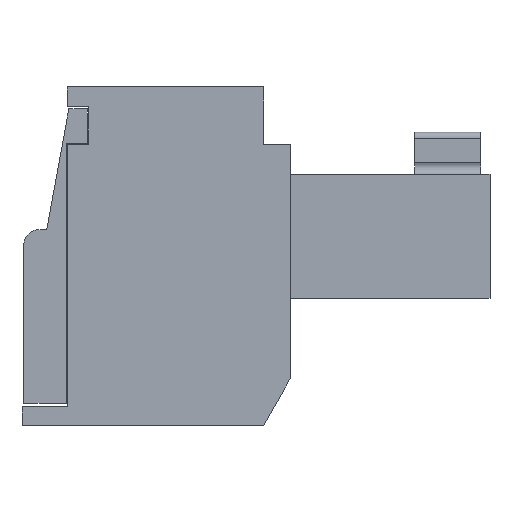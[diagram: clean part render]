
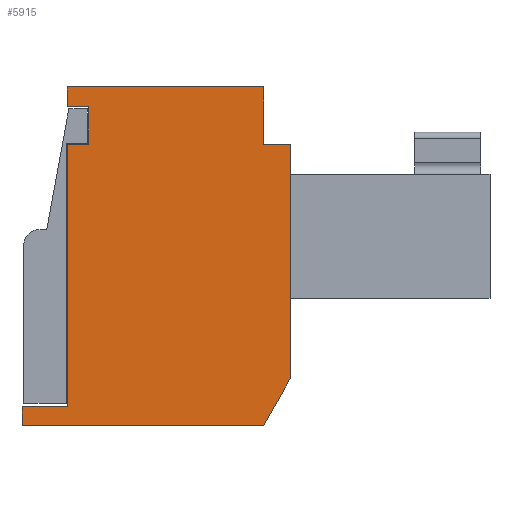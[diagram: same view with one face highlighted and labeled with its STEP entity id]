
A CAD part, front view. The second image highlights one B-rep face of the part: STEP entity #5915.
In plain terms, the highlighted planar face has unit normal (0, -1, 0).
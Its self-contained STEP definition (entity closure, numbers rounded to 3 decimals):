
#204=ORIENTED_EDGE('',*,*,#1936,.F.);
#205=ORIENTED_EDGE('',*,*,#1937,.F.);
#206=ORIENTED_EDGE('',*,*,#1938,.F.);
#207=ORIENTED_EDGE('',*,*,#1939,.F.);
#208=ORIENTED_EDGE('',*,*,#1940,.F.);
#209=ORIENTED_EDGE('',*,*,#1941,.F.);
#210=ORIENTED_EDGE('',*,*,#1942,.F.);
#211=ORIENTED_EDGE('',*,*,#1943,.F.);
#212=ORIENTED_EDGE('',*,*,#1944,.F.);
#213=ORIENTED_EDGE('',*,*,#1945,.F.);
#214=ORIENTED_EDGE('',*,*,#1946,.F.);
#215=ORIENTED_EDGE('',*,*,#1947,.F.);
#216=ORIENTED_EDGE('',*,*,#1948,.F.);
#1936=EDGE_CURVE('',#2802,#2803,#3382,.T.);
#1937=EDGE_CURVE('',#2804,#2802,#3383,.T.);
#1938=EDGE_CURVE('',#2805,#2804,#3384,.T.);
#1939=EDGE_CURVE('',#2806,#2805,#3385,.T.);
#1940=EDGE_CURVE('',#2807,#2806,#3386,.T.);
#1941=EDGE_CURVE('',#2808,#2807,#3387,.T.);
#1942=EDGE_CURVE('',#2809,#2808,#3388,.T.);
#1943=EDGE_CURVE('',#2810,#2809,#3389,.T.);
#1944=EDGE_CURVE('',#2811,#2810,#3390,.T.);
#1945=EDGE_CURVE('',#2812,#2811,#3391,.T.);
#1946=EDGE_CURVE('',#2813,#2812,#3392,.T.);
#1947=EDGE_CURVE('',#2814,#2813,#3393,.T.);
#1948=EDGE_CURVE('',#2803,#2814,#3394,.T.);
#2802=VERTEX_POINT('',#8345);
#2803=VERTEX_POINT('',#8346);
#2804=VERTEX_POINT('',#8348);
#2805=VERTEX_POINT('',#8350);
#2806=VERTEX_POINT('',#8352);
#2807=VERTEX_POINT('',#8354);
#2808=VERTEX_POINT('',#8356);
#2809=VERTEX_POINT('',#8358);
#2810=VERTEX_POINT('',#8360);
#2811=VERTEX_POINT('',#8362);
#2812=VERTEX_POINT('',#8364);
#2813=VERTEX_POINT('',#8366);
#2814=VERTEX_POINT('',#8368);
#3382=LINE('',#8344,#4134);
#3383=LINE('',#8347,#4135);
#3384=LINE('',#8349,#4136);
#3385=LINE('',#8351,#4137);
#3386=LINE('',#8353,#4138);
#3387=LINE('',#8355,#4139);
#3388=LINE('',#8357,#4140);
#3389=LINE('',#8359,#4141);
#3390=LINE('',#8361,#4142);
#3391=LINE('',#8363,#4143);
#3392=LINE('',#8365,#4144);
#3393=LINE('',#8367,#4145);
#3394=LINE('',#8369,#4146);
#4134=VECTOR('',#6732,1000.);
#4135=VECTOR('',#6733,1000.);
#4136=VECTOR('',#6734,1000.);
#4137=VECTOR('',#6735,1000.);
#4138=VECTOR('',#6736,1000.);
#4139=VECTOR('',#6737,1000.);
#4140=VECTOR('',#6738,1000.);
#4141=VECTOR('',#6739,1000.);
#4142=VECTOR('',#6740,1000.);
#4143=VECTOR('',#6741,1000.);
#4144=VECTOR('',#6742,1000.);
#4145=VECTOR('',#6743,1000.);
#4146=VECTOR('',#6744,1000.);
#4874=EDGE_LOOP('',(#204,#205,#206,#207,#208,#209,#210,#211,#212,#213,#214,
#215,#216));
#5260=FACE_BOUND('',#4874,.T.);
#5646=PLANE('',#6290);
#5915=ADVANCED_FACE('',(#5260),#5646,.F.);
#6290=AXIS2_PLACEMENT_3D('',#8343,#6730,#6731);
#6730=DIRECTION('',(0.,1.,0.));
#6731=DIRECTION('',(0.,0.,1.));
#6732=DIRECTION('',(0.,0.,-1.));
#6733=DIRECTION('',(1.,0.,0.));
#6734=DIRECTION('',(0.,0.,-1.));
#6735=DIRECTION('',(1.,0.,0.));
#6736=DIRECTION('',(0.,0.,1.));
#6737=DIRECTION('',(-1.,0.,0.));
#6738=DIRECTION('',(0.,0.,1.));
#6739=DIRECTION('',(1.,0.,0.));
#6740=DIRECTION('',(0.,0.,1.));
#6741=DIRECTION('',(1.,0.,0.));
#6742=DIRECTION('',(0.,0.,1.));
#6743=DIRECTION('',(-1.,0.,0.));
#6744=DIRECTION('',(-0.5,0.,-0.866));
#8343=CARTESIAN_POINT('',(3.5,-2.15,-6.4));
#8344=CARTESIAN_POINT('',(3.5,-2.15,2.9));
#8345=CARTESIAN_POINT('',(3.5,-2.15,2.9));
#8346=CARTESIAN_POINT('',(3.5,-2.15,-4.84));
#8347=CARTESIAN_POINT('',(2.6,-2.15,2.9));
#8348=CARTESIAN_POINT('',(2.6,-2.15,2.9));
#8349=CARTESIAN_POINT('',(2.6,-2.15,4.8));
#8350=CARTESIAN_POINT('',(2.6,-2.15,4.8));
#8351=CARTESIAN_POINT('',(-3.9,-2.15,4.8));
#8352=CARTESIAN_POINT('',(-3.9,-2.15,4.8));
#8353=CARTESIAN_POINT('',(-3.9,-2.15,4.15));
#8354=CARTESIAN_POINT('',(-3.9,-2.15,4.15));
#8355=CARTESIAN_POINT('',(-3.2,-2.15,4.15));
#8356=CARTESIAN_POINT('',(-3.2,-2.15,4.15));
#8357=CARTESIAN_POINT('',(-3.2,-2.15,2.9));
#8358=CARTESIAN_POINT('',(-3.2,-2.15,2.9));
#8359=CARTESIAN_POINT('',(-3.9,-2.15,2.9));
#8360=CARTESIAN_POINT('',(-3.9,-2.15,2.9));
#8361=CARTESIAN_POINT('',(-3.9,-2.15,-5.8));
#8362=CARTESIAN_POINT('',(-3.9,-2.15,-5.8));
#8363=CARTESIAN_POINT('',(-5.4,-2.15,-5.8));
#8364=CARTESIAN_POINT('',(-5.4,-2.15,-5.8));
#8365=CARTESIAN_POINT('',(-5.4,-2.15,-6.4));
#8366=CARTESIAN_POINT('',(-5.4,-2.15,-6.4));
#8367=CARTESIAN_POINT('',(2.6,-2.15,-6.4));
#8368=CARTESIAN_POINT('',(2.6,-2.15,-6.4));
#8369=CARTESIAN_POINT('',(3.5,-2.15,-4.84));
